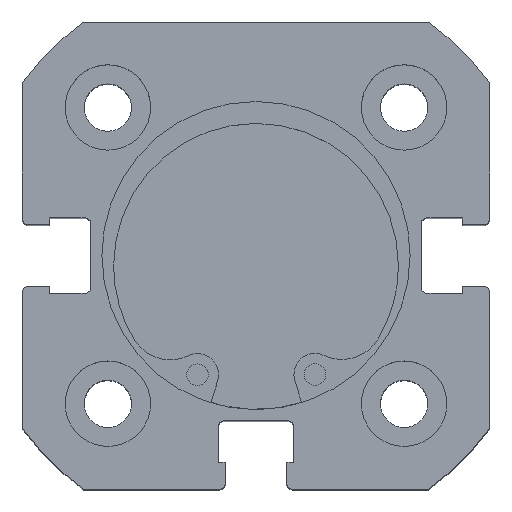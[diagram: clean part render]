
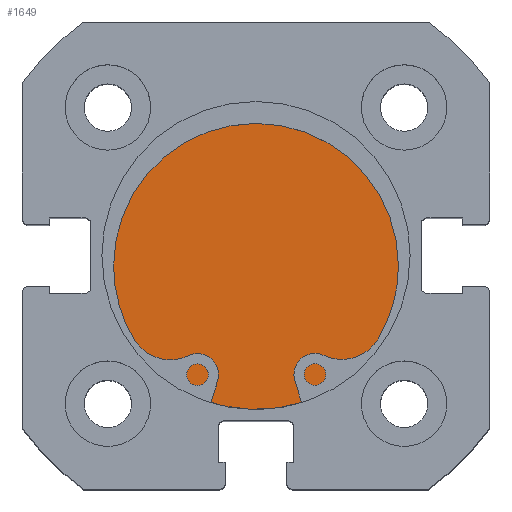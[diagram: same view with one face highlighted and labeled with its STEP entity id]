
A CAD part, top view. The second image highlights one B-rep face of the part: STEP entity #1649.
In plain terms, the highlighted face is planar.
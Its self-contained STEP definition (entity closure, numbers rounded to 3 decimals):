
#49 = VERTEX_POINT ( 'NONE', #5472 ) ;
#50 = VERTEX_POINT ( 'NONE', #5482 ) ;
#927 = CARTESIAN_POINT ( 'NONE',  ( 6., 0., 0. ) ) ;
#947 = CARTESIAN_POINT ( 'NONE',  ( 6., 0., 0. ) ) ;
#1091 = DIRECTION ( 'NONE',  ( -1., 0., 0. ) ) ;
#1092 = DIRECTION ( 'NONE',  ( 0., 0., 1. ) ) ;
#1185 = DIRECTION ( 'NONE',  ( -1., 0., 0. ) ) ;
#1209 = DIRECTION ( 'NONE',  ( 0., 0., 1. ) ) ;
#1636 = EDGE_LOOP ( 'NONE', ( #2560, #2559 ) ) ;
#1649 = ADVANCED_FACE ( 'NONE', ( #2667 ), #4170, .F. ) ;
#2263 = DIRECTION ( 'NONE',  ( -1., 0., 0. ) ) ;
#2559 = ORIENTED_EDGE ( 'NONE', *, *, #4610, .F. ) ;
#2560 = ORIENTED_EDGE ( 'NONE', *, *, #4631, .F. ) ;
#2667 = FACE_OUTER_BOUND ( 'NONE', #1636, .T. ) ;
#3208 = CIRCLE ( 'NONE', #4910, 13.5 ) ;
#3236 = CIRCLE ( 'NONE', #4923, 13.5 ) ;
#4170 = PLANE ( 'NONE',  #4672 ) ;
#4171 = CARTESIAN_POINT ( 'NONE',  ( 6., 13.5, 0. ) ) ;
#4610 = EDGE_CURVE ( 'NONE', #49, #50, #3208, .T. ) ;
#4631 = EDGE_CURVE ( 'NONE', #50, #49, #3236, .T. ) ;
#4672 = AXIS2_PLACEMENT_3D ( 'NONE', #4171, #2263, #5391 ) ;
#4910 = AXIS2_PLACEMENT_3D ( 'NONE', #947, #1091, #1092 ) ;
#4923 = AXIS2_PLACEMENT_3D ( 'NONE', #927, #1185, #1209 ) ;
#5391 = DIRECTION ( 'NONE',  ( 0., 0., 1. ) ) ;
#5472 = CARTESIAN_POINT ( 'NONE',  ( 6., 0., -13.5 ) ) ;
#5482 = CARTESIAN_POINT ( 'NONE',  ( 6., 0., 13.5 ) ) ;
